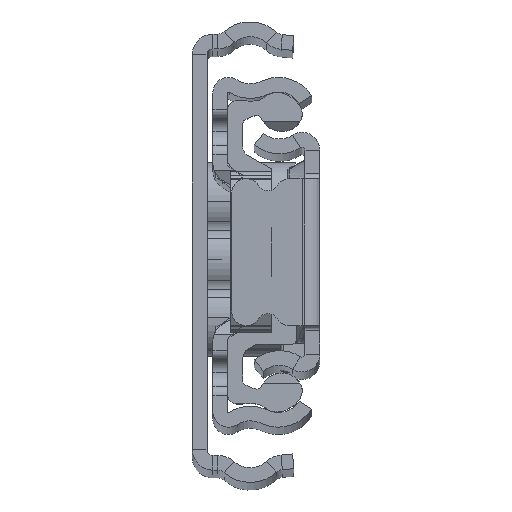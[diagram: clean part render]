
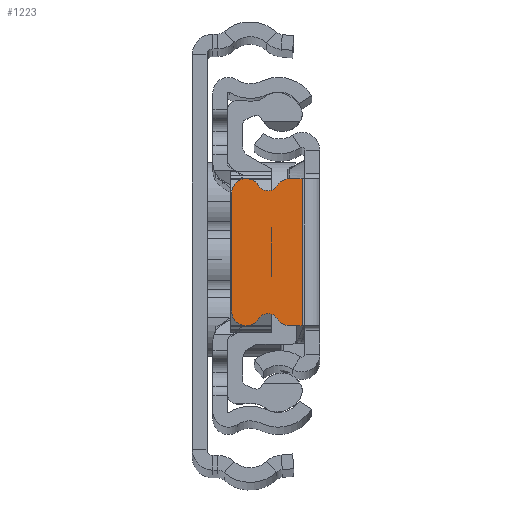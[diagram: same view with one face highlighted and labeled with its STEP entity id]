
A CAD part, top view. The second image highlights one B-rep face of the part: STEP entity #1223.
In plain terms, the highlighted planar face has unit normal (0, 0, 1).
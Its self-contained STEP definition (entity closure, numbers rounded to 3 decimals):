
#428 = ORIENTED_EDGE ( 'NONE', *, *, #13321, .T. ) ;
#598 = DIRECTION ( 'NONE',  ( 0., 0., -1. ) ) ;
#694 = EDGE_CURVE ( 'NONE', #701, #9379, #13333, .T. ) ;
#701 = VERTEX_POINT ( 'NONE', #6692 ) ;
#792 = AXIS2_PLACEMENT_3D ( 'NONE', #1026, #6054, #16010 ) ;
#1026 = CARTESIAN_POINT ( 'NONE',  ( -7.5, 6., 0. ) ) ;
#1223 = ADVANCED_FACE ( 'NONE', ( #18409 ), #13914, .T. ) ;
#2367 = ORIENTED_EDGE ( 'NONE', *, *, #12018, .T. ) ;
#2635 = DIRECTION ( 'NONE',  ( 1., 0., 0. ) ) ;
#2653 = DIRECTION ( 'NONE',  ( 0., 0., 1. ) ) ;
#2881 = CARTESIAN_POINT ( 'NONE',  ( -5.29, 6.27, 0. ) ) ;
#3008 = VERTEX_POINT ( 'NONE', #15468 ) ;
#3064 = AXIS2_PLACEMENT_3D ( 'NONE', #8286, #9908, #13020 ) ;
#3075 = DIRECTION ( 'NONE',  ( 0., 1., 0. ) ) ;
#3161 = CARTESIAN_POINT ( 'NONE',  ( 0.7, 7.5, 0. ) ) ;
#3222 = AXIS2_PLACEMENT_3D ( 'NONE', #5093, #598, #11639 ) ;
#3348 = EDGE_CURVE ( 'NONE', #8036, #4213, #17201, .T. ) ;
#3870 = VERTEX_POINT ( 'NONE', #16109 ) ;
#3911 = EDGE_CURVE ( 'NONE', #20429, #16860, #6248, .T. ) ;
#4213 = VERTEX_POINT ( 'NONE', #11367 ) ;
#4532 = CARTESIAN_POINT ( 'NONE',  ( -7.5, -6., 0. ) ) ;
#4612 = VECTOR ( 'NONE', #5169, 1000. ) ;
#4783 = AXIS2_PLACEMENT_3D ( 'NONE', #12308, #9401, #15945 ) ;
#4839 = EDGE_CURVE ( 'NONE', #20129, #3870, #19147, .T. ) ;
#4914 = CIRCLE ( 'NONE', #8692, 1.5 ) ;
#4930 = CARTESIAN_POINT ( 'NONE',  ( -5.29, -7.37, 0. ) ) ;
#5093 = CARTESIAN_POINT ( 'NONE',  ( -5.29, 7.37, 0. ) ) ;
#5169 = DIRECTION ( 'NONE',  ( 0., -1., 0. ) ) ;
#6054 = DIRECTION ( 'NONE',  ( 0., 0., 1. ) ) ;
#6248 = CIRCLE ( 'NONE', #16872, 1.5 ) ;
#6692 = CARTESIAN_POINT ( 'NONE',  ( -4.355, 6.79, 0. ) ) ;
#7101 = LINE ( 'NONE', #18048, #4612 ) ;
#7170 = CARTESIAN_POINT ( 'NONE',  ( -9., -6., 0. ) ) ;
#7281 = VECTOR ( 'NONE', #2635, 1000. ) ;
#7621 = CARTESIAN_POINT ( 'NONE',  ( -7.5, -7.5, 0. ) ) ;
#7658 = CARTESIAN_POINT ( 'NONE',  ( 0.7, -7.5, 0. ) ) ;
#7663 = ORIENTED_EDGE ( 'NONE', *, *, #13617, .T. ) ;
#7928 = ORIENTED_EDGE ( 'NONE', *, *, #9069, .T. ) ;
#8036 = VERTEX_POINT ( 'NONE', #19410 ) ;
#8286 = CARTESIAN_POINT ( 'NONE',  ( -5.29, 7.37, 0. ) ) ;
#8692 = AXIS2_PLACEMENT_3D ( 'NONE', #10644, #17076, #9045 ) ;
#9014 = VERTEX_POINT ( 'NONE', #11571 ) ;
#9045 = DIRECTION ( 'NONE',  ( 0., 1., 0. ) ) ;
#9069 = EDGE_CURVE ( 'NONE', #13287, #8036, #20353, .T. ) ;
#9379 = VERTEX_POINT ( 'NONE', #2881 ) ;
#9401 = DIRECTION ( 'NONE',  ( 0., 0., 1. ) ) ;
#9605 = DIRECTION ( 'NONE',  ( 0., -1., 0. ) ) ;
#9908 = DIRECTION ( 'NONE',  ( 0., 0., -1. ) ) ;
#10263 = CARTESIAN_POINT ( 'NONE',  ( 443.5, -10.425, 0. ) ) ;
#10644 = CARTESIAN_POINT ( 'NONE',  ( -3.08, 6., 0. ) ) ;
#11089 = AXIS2_PLACEMENT_3D ( 'NONE', #4930, #11359, #11479 ) ;
#11194 = ORIENTED_EDGE ( 'NONE', *, *, #4839, .T. ) ;
#11217 = CARTESIAN_POINT ( 'NONE',  ( -1.8, -7.5, 0. ) ) ;
#11307 = DIRECTION ( 'NONE',  ( -1., 0., 0. ) ) ;
#11359 = DIRECTION ( 'NONE',  ( 0., 0., -1. ) ) ;
#11367 = CARTESIAN_POINT ( 'NONE',  ( -3.08, -7.5, 0. ) ) ;
#11479 = DIRECTION ( 'NONE',  ( 0., 1., 0. ) ) ;
#11571 = CARTESIAN_POINT ( 'NONE',  ( -6.225, 6.79, 0. ) ) ;
#11639 = DIRECTION ( 'NONE',  ( 0., 1., 0. ) ) ;
#11643 = CARTESIAN_POINT ( 'NONE',  ( -9., 6., 0. ) ) ;
#12018 = EDGE_CURVE ( 'NONE', #16860, #13287, #14046, .T. ) ;
#12206 = ORIENTED_EDGE ( 'NONE', *, *, #14059, .T. ) ;
#12308 = CARTESIAN_POINT ( 'NONE',  ( -7.5, -6., 0. ) ) ;
#12500 = LINE ( 'NONE', #7658, #7281 ) ;
#12569 = ORIENTED_EDGE ( 'NONE', *, *, #3348, .T. ) ;
#13020 = DIRECTION ( 'NONE',  ( 0., 1., 0. ) ) ;
#13287 = VERTEX_POINT ( 'NONE', #17859 ) ;
#13321 = EDGE_CURVE ( 'NONE', #3008, #20429, #16356, .T. ) ;
#13333 = CIRCLE ( 'NONE', #3064, 1.1 ) ;
#13594 = EDGE_CURVE ( 'NONE', #4213, #18814, #12500, .T. ) ;
#13617 = EDGE_CURVE ( 'NONE', #9014, #3008, #18944, .T. ) ;
#13707 = ORIENTED_EDGE ( 'NONE', *, *, #17828, .F. ) ;
#13914 = PLANE ( 'NONE',  #16141 ) ;
#13960 = CARTESIAN_POINT ( 'NONE',  ( -1.8, 7.5, 0. ) ) ;
#14046 = CIRCLE ( 'NONE', #4783, 1.5 ) ;
#14059 = EDGE_CURVE ( 'NONE', #3870, #701, #4914, .T. ) ;
#14799 = AXIS2_PLACEMENT_3D ( 'NONE', #15738, #2653, #3075 ) ;
#14840 = ORIENTED_EDGE ( 'NONE', *, *, #13594, .T. ) ;
#15022 = ORIENTED_EDGE ( 'NONE', *, *, #3911, .T. ) ;
#15468 = CARTESIAN_POINT ( 'NONE',  ( -9., 6., 0. ) ) ;
#15738 = CARTESIAN_POINT ( 'NONE',  ( -3.08, -6., 0. ) ) ;
#15883 = VECTOR ( 'NONE', #11307, 1000. ) ;
#15945 = DIRECTION ( 'NONE',  ( 0., 1., 0. ) ) ;
#16010 = DIRECTION ( 'NONE',  ( 0., 1., 0. ) ) ;
#16109 = CARTESIAN_POINT ( 'NONE',  ( -3.08, 7.5, 0. ) ) ;
#16141 = AXIS2_PLACEMENT_3D ( 'NONE', #10263, #16912, #17014 ) ;
#16356 = LINE ( 'NONE', #11643, #20625 ) ;
#16758 = ORIENTED_EDGE ( 'NONE', *, *, #17487, .T. ) ;
#16860 = VERTEX_POINT ( 'NONE', #7621 ) ;
#16872 = AXIS2_PLACEMENT_3D ( 'NONE', #4532, #19038, #19352 ) ;
#16912 = DIRECTION ( 'NONE',  ( 0., 0., 1. ) ) ;
#17014 = DIRECTION ( 'NONE',  ( 0., 1., 0. ) ) ;
#17076 = DIRECTION ( 'NONE',  ( 0., 0., 1. ) ) ;
#17201 = CIRCLE ( 'NONE', #14799, 1.5 ) ;
#17487 = EDGE_CURVE ( 'NONE', #9379, #9014, #18982, .T. ) ;
#17828 = EDGE_CURVE ( 'NONE', #20129, #18814, #7101, .T. ) ;
#17859 = CARTESIAN_POINT ( 'NONE',  ( -6.225, -6.79, 0. ) ) ;
#18048 = CARTESIAN_POINT ( 'NONE',  ( -1.8, -10.425, 0. ) ) ;
#18330 = EDGE_LOOP ( 'NONE', ( #13707, #11194, #12206, #19405, #16758, #7663, #428, #15022, #2367, #7928, #12569, #14840 ) ) ;
#18409 = FACE_OUTER_BOUND ( 'NONE', #18330, .T. ) ;
#18814 = VERTEX_POINT ( 'NONE', #11217 ) ;
#18944 = CIRCLE ( 'NONE', #792, 1.5 ) ;
#18982 = CIRCLE ( 'NONE', #3222, 1.1 ) ;
#19038 = DIRECTION ( 'NONE',  ( 0., 0., 1. ) ) ;
#19147 = LINE ( 'NONE', #3161, #15883 ) ;
#19352 = DIRECTION ( 'NONE',  ( 0., 1., 0. ) ) ;
#19405 = ORIENTED_EDGE ( 'NONE', *, *, #694, .T. ) ;
#19410 = CARTESIAN_POINT ( 'NONE',  ( -4.355, -6.79, 0. ) ) ;
#20129 = VERTEX_POINT ( 'NONE', #13960 ) ;
#20353 = CIRCLE ( 'NONE', #11089, 1.1 ) ;
#20429 = VERTEX_POINT ( 'NONE', #7170 ) ;
#20625 = VECTOR ( 'NONE', #9605, 1000. ) ;
